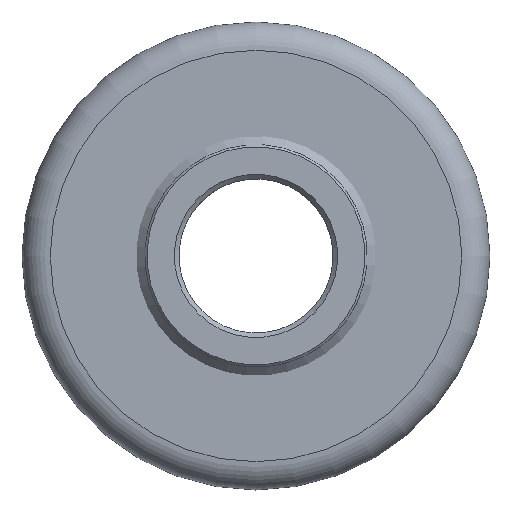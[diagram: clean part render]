
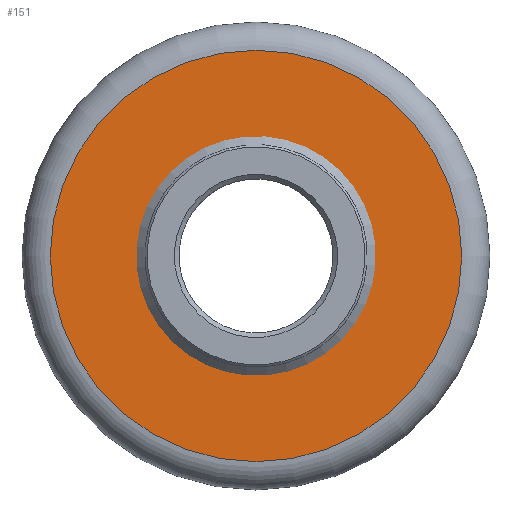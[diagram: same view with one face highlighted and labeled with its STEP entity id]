
A CAD part, top view. The second image highlights one B-rep face of the part: STEP entity #151.
In plain terms, the highlighted planar face has unit normal (0, 0, 1).
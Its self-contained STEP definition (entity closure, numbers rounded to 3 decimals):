
#151=ADVANCED_FACE('',(#198,#199),#158,.F.);
#158=PLANE('',#399);
#198=FACE_BOUND('',#242,.T.);
#199=FACE_BOUND('',#243,.T.);
#242=EDGE_LOOP('',(#286));
#243=EDGE_LOOP('',(#287));
#286=ORIENTED_EDGE('',*,*,#334,.F.);
#287=ORIENTED_EDGE('',*,*,#333,.T.);
#311=VERTEX_POINT('',#551);
#312=VERTEX_POINT('',#554);
#333=EDGE_CURVE('',#311,#311,#355,.T.);
#334=EDGE_CURVE('',#312,#312,#356,.T.);
#355=CIRCLE('',#396,36.05);
#356=CIRCLE('',#398,20.5);
#396=AXIS2_PLACEMENT_3D('',#550,#479,#480);
#398=AXIS2_PLACEMENT_3D('',#553,#483,#484);
#399=AXIS2_PLACEMENT_3D('',#555,#485,#486);
#479=DIRECTION('',(0.,0.,1.));
#480=DIRECTION('',(1.,0.,0.));
#483=DIRECTION('',(0.,0.,1.));
#484=DIRECTION('',(1.,0.,0.));
#485=DIRECTION('',(0.,0.,-1.));
#486=DIRECTION('',(-1.,0.,0.));
#550=CARTESIAN_POINT('',(0.,0.,-3.));
#551=CARTESIAN_POINT('',(36.05,0.,-3.));
#553=CARTESIAN_POINT('',(0.,0.,-3.));
#554=CARTESIAN_POINT('',(20.5,0.,-3.));
#555=CARTESIAN_POINT('',(-36.05,0.,-3.));
